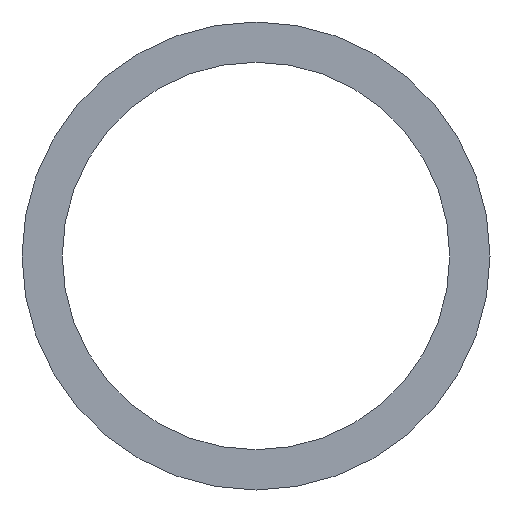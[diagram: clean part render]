
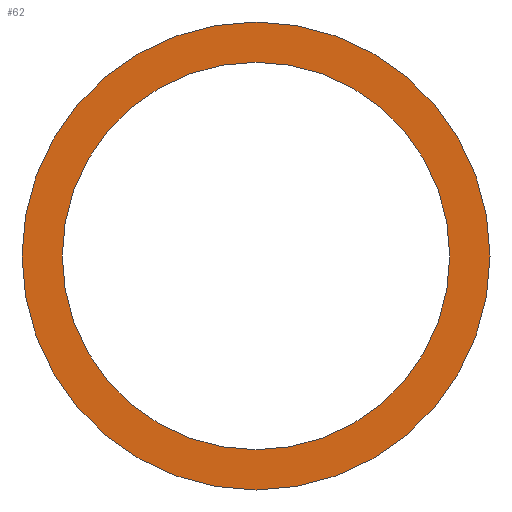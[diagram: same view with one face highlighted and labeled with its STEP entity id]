
A CAD part, front view. The second image highlights one B-rep face of the part: STEP entity #62.
In plain terms, the highlighted planar face has unit normal (0, -1, 0).
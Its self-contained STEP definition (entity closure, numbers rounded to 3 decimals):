
#17 = DIRECTION ( 'NONE',  ( 0., 1., 0. ) ) ;
#19 = EDGE_LOOP ( 'NONE', ( #295, #201 ) ) ;
#35 = EDGE_CURVE ( 'NONE', #99, #117, #51, .T. ) ;
#37 = CIRCLE ( 'NONE', #101, 132.5 ) ;
#41 = FACE_BOUND ( 'NONE', #19, .T. ) ;
#45 = ORIENTED_EDGE ( 'NONE', *, *, #35, .F. ) ;
#46 = AXIS2_PLACEMENT_3D ( 'NONE', #169, #173, #363 ) ;
#51 = CIRCLE ( 'NONE', #170, 160. ) ;
#62 = ADVANCED_FACE ( 'NONE', ( #208, #41 ), #276, .F. ) ;
#99 = VERTEX_POINT ( 'NONE', #309 ) ;
#101 = AXIS2_PLACEMENT_3D ( 'NONE', #298, #105, #139 ) ;
#105 = DIRECTION ( 'NONE',  ( 0., 1., 0. ) ) ;
#112 = CARTESIAN_POINT ( 'NONE',  ( 132.5, 0., 0. ) ) ;
#114 = DIRECTION ( 'NONE',  ( -1., 0., 0. ) ) ;
#117 = VERTEX_POINT ( 'NONE', #246 ) ;
#139 = DIRECTION ( 'NONE',  ( -1., 0., 0. ) ) ;
#157 = EDGE_CURVE ( 'NONE', #182, #275, #337, .T. ) ;
#159 = AXIS2_PLACEMENT_3D ( 'NONE', #310, #400, #114 ) ;
#169 = CARTESIAN_POINT ( 'NONE',  ( 0., 0., 0. ) ) ;
#170 = AXIS2_PLACEMENT_3D ( 'NONE', #229, #17, #174 ) ;
#173 = DIRECTION ( 'NONE',  ( 0., 1., 0. ) ) ;
#174 = DIRECTION ( 'NONE',  ( -1., 0., 0. ) ) ;
#182 = VERTEX_POINT ( 'NONE', #112 ) ;
#187 = ORIENTED_EDGE ( 'NONE', *, *, #386, .F. ) ;
#201 = ORIENTED_EDGE ( 'NONE', *, *, #157, .T. ) ;
#208 = FACE_OUTER_BOUND ( 'NONE', #382, .T. ) ;
#214 = CIRCLE ( 'NONE', #46, 160. ) ;
#229 = CARTESIAN_POINT ( 'NONE',  ( 0., 0., 0. ) ) ;
#246 = CARTESIAN_POINT ( 'NONE',  ( -160., 0., 0. ) ) ;
#256 = DIRECTION ( 'NONE',  ( -1., 0., 0. ) ) ;
#273 = CARTESIAN_POINT ( 'NONE',  ( -132.5, 0., 0. ) ) ;
#275 = VERTEX_POINT ( 'NONE', #273 ) ;
#276 = PLANE ( 'NONE',  #358 ) ;
#295 = ORIENTED_EDGE ( 'NONE', *, *, #346, .T. ) ;
#298 = CARTESIAN_POINT ( 'NONE',  ( 0., 0., 0. ) ) ;
#309 = CARTESIAN_POINT ( 'NONE',  ( 160., 0., 0. ) ) ;
#310 = CARTESIAN_POINT ( 'NONE',  ( 0., 0., 0. ) ) ;
#337 = CIRCLE ( 'NONE', #159, 132.5 ) ;
#346 = EDGE_CURVE ( 'NONE', #275, #182, #37, .T. ) ;
#358 = AXIS2_PLACEMENT_3D ( 'NONE', #397, #404, #256 ) ;
#363 = DIRECTION ( 'NONE',  ( -1., 0., 0. ) ) ;
#382 = EDGE_LOOP ( 'NONE', ( #45, #187 ) ) ;
#386 = EDGE_CURVE ( 'NONE', #117, #99, #214, .T. ) ;
#397 = CARTESIAN_POINT ( 'NONE',  ( 160., 0., 0. ) ) ;
#400 = DIRECTION ( 'NONE',  ( 0., 1., 0. ) ) ;
#404 = DIRECTION ( 'NONE',  ( 0., 1., 0. ) ) ;
